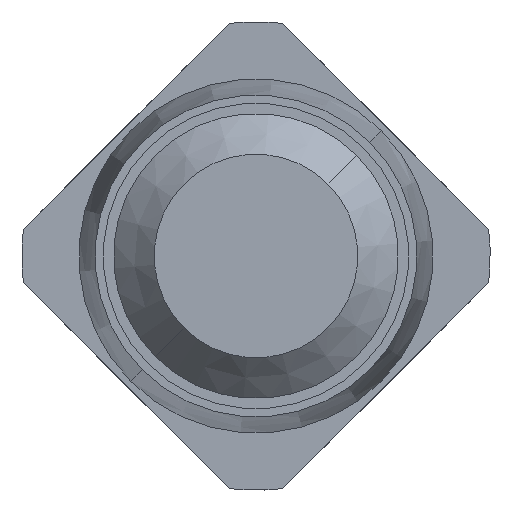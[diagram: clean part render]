
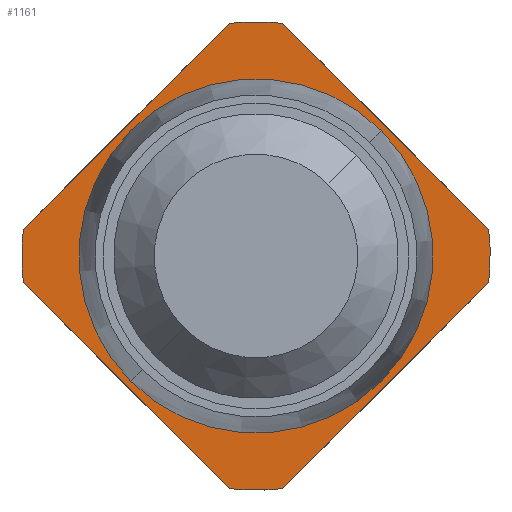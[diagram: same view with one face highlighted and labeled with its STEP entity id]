
A CAD part, front view. The second image highlights one B-rep face of the part: STEP entity #1161.
In plain terms, the highlighted planar face has unit normal (0, -1, 0).
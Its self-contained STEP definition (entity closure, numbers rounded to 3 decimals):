
#5 = VERTEX_POINT ( 'NONE', #793 ) ;
#52 = DIRECTION ( 'NONE',  ( 0.707, 0., 0.707 ) ) ;
#122 = ORIENTED_EDGE ( 'NONE', *, *, #2465, .F. ) ;
#186 = VERTEX_POINT ( 'NONE', #537 ) ;
#228 = CARTESIAN_POINT ( 'NONE',  ( 0., -2.9, 0. ) ) ;
#322 = FACE_OUTER_BOUND ( 'NONE', #4512, .T. ) ;
#451 = CARTESIAN_POINT ( 'NONE',  ( 0., -2.9, 0. ) ) ;
#470 = CARTESIAN_POINT ( 'NONE',  ( 0.725, -2.9, -0.088 ) ) ;
#486 = DIRECTION ( 'NONE',  ( 0., 1., 0. ) ) ;
#537 = CARTESIAN_POINT ( 'NONE',  ( -0.308, -2.9, -0.308 ) ) ;
#570 = LINE ( 'NONE', #470, #4784 ) ;
#737 = LINE ( 'NONE', #1973, #4113 ) ;
#793 = CARTESIAN_POINT ( 'NONE',  ( -0.065, -2.9, 0.571 ) ) ;
#795 = AXIS2_PLACEMENT_3D ( 'NONE', #451, #3081, #813 ) ;
#813 = DIRECTION ( 'NONE',  ( 0.707, 0., 0.707 ) ) ;
#838 = DIRECTION ( 'NONE',  ( 0., 1., 0. ) ) ;
#893 = AXIS2_PLACEMENT_3D ( 'NONE', #3117, #1546, #1935 ) ;
#897 = CARTESIAN_POINT ( 'NONE',  ( -0.571, -2.9, 0.065 ) ) ;
#913 = DIRECTION ( 'NONE',  ( 0.707, 0., 0.707 ) ) ;
#978 = CIRCLE ( 'NONE', #795, 0.575 ) ;
#989 = CIRCLE ( 'NONE', #4819, 0.435 ) ;
#1119 = ORIENTED_EDGE ( 'NONE', *, *, #4052, .F. ) ;
#1161 = ADVANCED_FACE ( 'Defeature ausgef�hrt3_14', ( #1930, #322 ), #2762, .F. ) ;
#1164 = AXIS2_PLACEMENT_3D ( 'NONE', #1648, #486, #913 ) ;
#1175 = EDGE_CURVE ( 'Defeature ausgef�hrt3_22+Defeature ausgef�hrt3_14+Defeature ausgef�hrt3_13+Defeature ausgef�hrt3_11', #1953, #4454, #570, .T. ) ;
#1188 = CARTESIAN_POINT ( 'NONE',  ( 0., -2.9, 0. ) ) ;
#1209 = CIRCLE ( 'NONE', #4535, 0.435 ) ;
#1274 = DIRECTION ( 'NONE',  ( -0.707, 0., -0.707 ) ) ;
#1315 = DIRECTION ( 'NONE',  ( 0.707, 0., 0.707 ) ) ;
#1373 = CARTESIAN_POINT ( 'NONE',  ( -0.065, -2.9, -0.571 ) ) ;
#1493 = ORIENTED_EDGE ( 'NONE', *, *, #4413, .F. ) ;
#1546 = DIRECTION ( 'NONE',  ( 0., 1., 0. ) ) ;
#1648 = CARTESIAN_POINT ( 'NONE',  ( 0.407, -2.9, -0.407 ) ) ;
#1782 = VERTEX_POINT ( 'NONE', #1373 ) ;
#1802 = AXIS2_PLACEMENT_3D ( 'NONE', #228, #3270, #1315 ) ;
#1803 = ORIENTED_EDGE ( 'NONE', *, *, #1175, .F. ) ;
#1853 = LINE ( 'NONE', #2378, #3652 ) ;
#1856 = AXIS2_PLACEMENT_3D ( 'NONE', #3129, #3902, #2366 ) ;
#1917 = DIRECTION ( 'NONE',  ( 0.707, 0., 0.707 ) ) ;
#1930 = FACE_BOUND ( 'NONE', #2877, .T. ) ;
#1935 = DIRECTION ( 'NONE',  ( 0.707, 0., 0.707 ) ) ;
#1953 = VERTEX_POINT ( 'NONE', #3116 ) ;
#1973 = CARTESIAN_POINT ( 'NONE',  ( -0.318, -2.9, 0.318 ) ) ;
#1982 = LINE ( 'NONE', #4307, #2874 ) ;
#2123 = VERTEX_POINT ( 'NONE', #3537 ) ;
#2146 = ORIENTED_EDGE ( 'NONE', *, *, #4027, .F. ) ;
#2265 = CIRCLE ( 'NONE', #1802, 0.575 ) ;
#2293 = CARTESIAN_POINT ( 'NONE',  ( -0.571, -2.9, -0.065 ) ) ;
#2319 = CARTESIAN_POINT ( 'NONE',  ( 0.571, -2.9, 0.065 ) ) ;
#2366 = DIRECTION ( 'NONE',  ( 0.707, 0., 0.707 ) ) ;
#2378 = CARTESIAN_POINT ( 'NONE',  ( 0.318, -2.9, -0.318 ) ) ;
#2401 = ORIENTED_EDGE ( 'NONE', *, *, #2846, .T. ) ;
#2404 = CARTESIAN_POINT ( 'NONE',  ( 0.065, -2.9, -0.571 ) ) ;
#2465 = EDGE_CURVE ( 'Defeature ausgef�hrt3_11+Defeature ausgef�hrt3_14+Defeature ausgef�hrt3_22+Defeature ausgef�hrt3_25', #4454, #4412, #2572, .T. ) ;
#2572 = CIRCLE ( 'NONE', #1856, 0.575 ) ;
#2574 = VERTEX_POINT ( 'NONE', #2404 ) ;
#2762 = PLANE ( 'NONE',  #1164 ) ;
#2846 = EDGE_CURVE ( 'Defeature ausgef�hrt3_14+Defeature ausgef�hrt3_19+Defeature ausgef�hrt3_19+Defeature ausgef�hrt3_19', #186, #2123, #989, .T. ) ;
#2874 = VECTOR ( 'NONE', #3141, 1000. ) ;
#2877 = EDGE_LOOP ( 'NONE', ( #4376, #2401 ) ) ;
#3081 = DIRECTION ( 'NONE',  ( 0., 1., 0. ) ) ;
#3116 = CARTESIAN_POINT ( 'NONE',  ( 0.065, -2.9, 0.571 ) ) ;
#3117 = CARTESIAN_POINT ( 'NONE',  ( 0., -2.9, 0. ) ) ;
#3123 = DIRECTION ( 'NONE',  ( 0.707, 0., 0.707 ) ) ;
#3129 = CARTESIAN_POINT ( 'NONE',  ( 0., -2.9, 0. ) ) ;
#3141 = DIRECTION ( 'NONE',  ( -0.707, 0., 0.707 ) ) ;
#3154 = DIRECTION ( 'NONE',  ( 0.707, 0., -0.707 ) ) ;
#3183 = ORIENTED_EDGE ( 'NONE', *, *, #3226, .F. ) ;
#3226 = EDGE_CURVE ( 'Defeature ausgef�hrt3_12+Defeature ausgef�hrt3_14+Defeature ausgef�hrt3_24+Defeature ausgef�hrt3_23', #3994, #4476, #4300, .T. ) ;
#3270 = DIRECTION ( 'NONE',  ( 0., 1., 0. ) ) ;
#3441 = DIRECTION ( 'NONE',  ( 0., 1., 0. ) ) ;
#3475 = CARTESIAN_POINT ( 'NONE',  ( 0., -2.9, 0. ) ) ;
#3537 = CARTESIAN_POINT ( 'NONE',  ( 0.308, -2.9, 0.308 ) ) ;
#3550 = EDGE_CURVE ( 'Defeature ausgef�hrt3_10+Defeature ausgef�hrt3_14+Defeature ausgef�hrt3_25+Defeature ausgef�hrt3_24', #2574, #1782, #2265, .T. ) ;
#3585 = ORIENTED_EDGE ( 'NONE', *, *, #4132, .F. ) ;
#3652 = VECTOR ( 'NONE', #1274, 1000. ) ;
#3859 = CARTESIAN_POINT ( 'NONE',  ( 0.571, -2.9, -0.065 ) ) ;
#3902 = DIRECTION ( 'NONE',  ( 0., 1., 0. ) ) ;
#3913 = EDGE_CURVE ( 'Defeature ausgef�hrt3_14+Defeature ausgef�hrt3_19+Defeature ausgef�hrt3_19+Defeature ausgef�hrt3_19', #2123, #186, #1209, .T. ) ;
#3944 = ORIENTED_EDGE ( 'NONE', *, *, #3550, .F. ) ;
#3994 = VERTEX_POINT ( 'NONE', #2293 ) ;
#4027 = EDGE_CURVE ( 'Defeature ausgef�hrt3_23+Defeature ausgef�hrt3_14+Defeature ausgef�hrt3_12+Defeature ausgef�hrt3_13', #4476, #5, #737, .T. ) ;
#4052 = EDGE_CURVE ( 'Defeature ausgef�hrt3_24+Defeature ausgef�hrt3_14+Defeature ausgef�hrt3_10+Defeature ausgef�hrt3_12', #1782, #3994, #1982, .T. ) ;
#4113 = VECTOR ( 'NONE', #3123, 1000. ) ;
#4132 = EDGE_CURVE ( 'Defeature ausgef�hrt3_25+Defeature ausgef�hrt3_14+Defeature ausgef�hrt3_11+Defeature ausgef�hrt3_10', #4412, #2574, #1853, .T. ) ;
#4300 = CIRCLE ( 'NONE', #893, 0.575 ) ;
#4307 = CARTESIAN_POINT ( 'NONE',  ( 0.088, -2.9, -0.725 ) ) ;
#4376 = ORIENTED_EDGE ( 'NONE', *, *, #3913, .T. ) ;
#4412 = VERTEX_POINT ( 'NONE', #3859 ) ;
#4413 = EDGE_CURVE ( 'Defeature ausgef�hrt3_13+Defeature ausgef�hrt3_14+Defeature ausgef�hrt3_23+Defeature ausgef�hrt3_22', #5, #1953, #978, .T. ) ;
#4454 = VERTEX_POINT ( 'NONE', #2319 ) ;
#4476 = VERTEX_POINT ( 'NONE', #897 ) ;
#4512 = EDGE_LOOP ( 'NONE', ( #3585, #122, #1803, #1493, #2146, #3183, #1119, #3944 ) ) ;
#4535 = AXIS2_PLACEMENT_3D ( 'NONE', #1188, #3441, #1917 ) ;
#4784 = VECTOR ( 'NONE', #3154, 1000. ) ;
#4819 = AXIS2_PLACEMENT_3D ( 'NONE', #3475, #838, #52 ) ;
